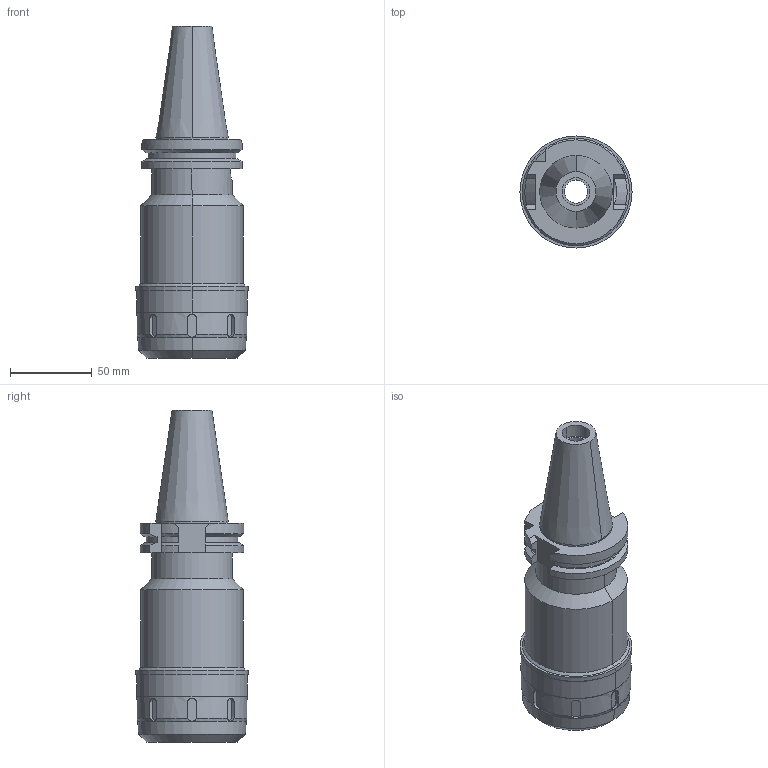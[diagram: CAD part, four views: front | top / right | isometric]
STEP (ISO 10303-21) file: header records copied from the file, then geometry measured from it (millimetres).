
FILE_DESCRIPTION((''),'2;1');
FILE_NAME('BDV40-HMC32S-135','2018-03-19T',('ykawabe'),(''),'CREO PARAMETRIC BY PTC INC, 2016380','CREO PARAMETRIC BY PTC INC, 2016380','');
FILE_SCHEMA(('AUTOMOTIVE_DESIGN { 1 0 10303 214 1 1 1 1 }'));
Length unit declared in the file: millimetre
Products named in the file (1): BDV40-HMC32S-135
Bounding box: 68.7 x 68.7 x 203.4 mm (x, y, z)
Volume: 376287.3 mm3; surface area: 56380.9 mm2
Topology: 1 solids, 1 shells, 124 faces, 342 edges, 229 vertices
Faces by surface type: plane 54, cylinder 52, cone 18
Entity records: 5390 total; most frequent: CARTESIAN_POINT 1026, ORIENTED_EDGE 684, DIRECTION 672, PRESENTATION_STYLE_ASSIGNMENT 347, STYLED_ITEM 347, CURVE_STYLE 346, EDGE_CURVE 342, AXIS2_PLACEMENT_3D 254
